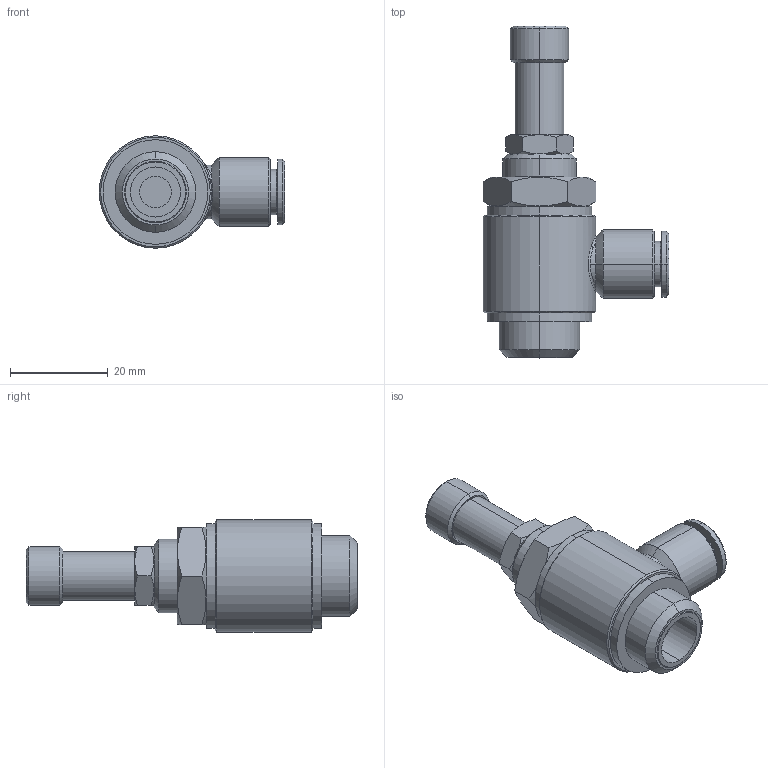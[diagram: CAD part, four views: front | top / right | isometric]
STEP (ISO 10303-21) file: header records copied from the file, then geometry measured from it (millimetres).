
FILE_DESCRIPTION (( 'STEP AP203' ), '1' );
FILE_NAME ('04270V43.STEP', '2010-05-07T13:47:55', ( '' ), ( 'sopra-pneumatic' ), 'SwSTEP 2.0', 'SolidWorks 2009', '' );
FILE_SCHEMA (( 'CONFIG_CONTROL_DESIGN' ));
Length unit declared in the file: millimetre
Products named in the file (1): 04270V43
Bounding box: 38.05 x 67.89 x 23 mm (x, y, z)
Volume: 16897.2 mm3; surface area: 6098.4 mm2
Topology: 1 solids, 1 shells, 94 faces, 206 edges, 129 vertices
Faces by surface type: cone 34, cylinder 29, plane 29, bspline 2
Entity records: 3882 total; most frequent: CARTESIAN_POINT 1741, DIRECTION 443, ORIENTED_EDGE 412, EDGE_CURVE 206, AXIS2_PLACEMENT_3D 185, VERTEX_POINT 129, EDGE_LOOP 109, FACE_OUTER_BOUND 94
